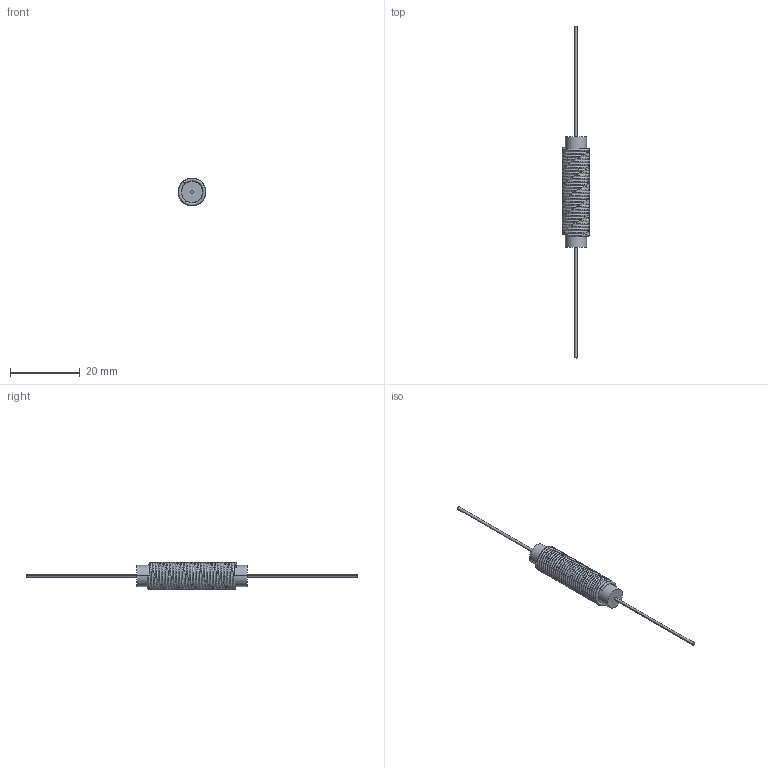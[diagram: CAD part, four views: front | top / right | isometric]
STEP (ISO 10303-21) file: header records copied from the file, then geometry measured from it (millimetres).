
FILE_DESCRIPTION((''),'2;1');
FILE_NAME('5240-RC','2012-08-09T',('ryans'),('Bourns, Inc.'),'PRO/ENGINEER BY PARAMETRIC TECHNOLOGY CORPORATION, 2010100','PRO/ENGINEER BY PARAMETRIC TECHNOLOGY CORPORATION, 2010100','');
FILE_SCHEMA(('CONFIG_CONTROL_DESIGN'));
Length unit declared in the file: millimetre
Products named in the file (1): 5240-RC
Bounding box: 7.87 x 95.25 x 7.87 mm (x, y, z)
Volume: 1299.3 mm3; surface area: 2566.3 mm2
Topology: 2 solids, 2 shells, 28 faces, 52 edges, 30 vertices
Faces by surface type: bspline 16, plane 6, cylinder 6
Entity records: 16068 total; most frequent: CARTESIAN_POINT 15582, ORIENTED_EDGE 104, DIRECTION 54, EDGE_CURVE 52, B_SPLINE_CURVE_WITH_KNOTS 34, VERTEX_POINT 30, EDGE_LOOP 30, FACE_OUTER_BOUND 28
